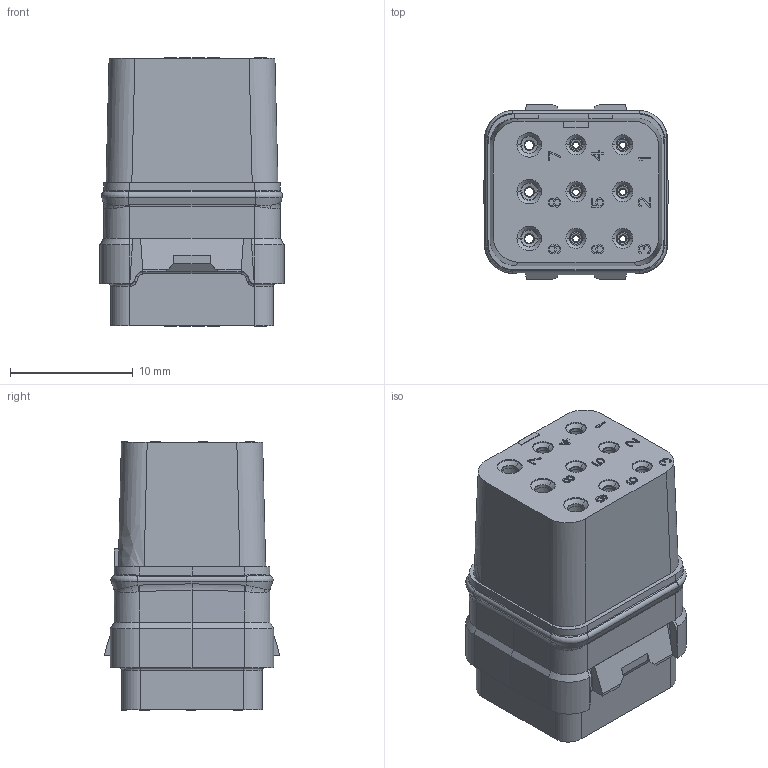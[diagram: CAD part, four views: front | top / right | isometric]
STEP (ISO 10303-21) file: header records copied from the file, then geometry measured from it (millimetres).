
FILE_DESCRIPTION((''),'2;1');
FILE_NAME('SIME0936SB','2020-01-27T',('presta_be4'),(''),'CREO PARAMETRIC BY PTC INC, 2018360','CREO PARAMETRIC BY PTC INC, 2018360','');
FILE_SCHEMA(('CONFIG_CONTROL_DESIGN'));
Length unit declared in the file: millimetre
Products named in the file (1): SIME0936SB
Bounding box: 15 x 14.2 x 21.85 mm (x, y, z)
Volume: 3105.5 mm3; surface area: 2861.5 mm2
Topology: 1 solids, 1 shells, 1715 faces, 4303 edges, 2672 vertices
Faces by surface type: plane 979, cylinder 252, cone 206, torus 178, bspline 100
Entity records: 53311 total; most frequent: CARTESIAN_POINT 12154, ORIENTED_EDGE 8606, DIRECTION 8559, EDGE_CURVE 4303, AXIS2_PLACEMENT_3D 2855, VECTOR 2849, LINE 2849, VERTEX_POINT 2672
